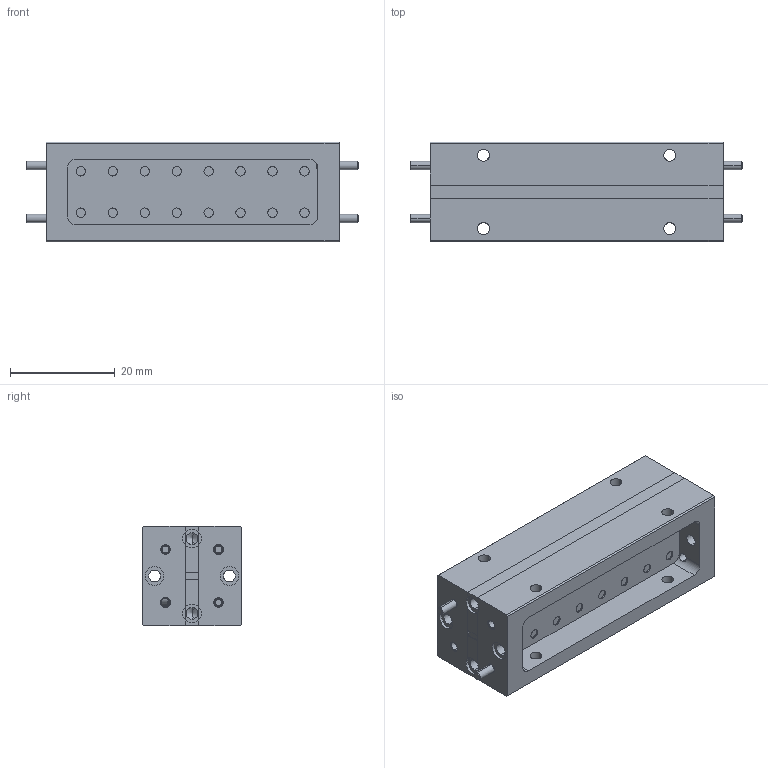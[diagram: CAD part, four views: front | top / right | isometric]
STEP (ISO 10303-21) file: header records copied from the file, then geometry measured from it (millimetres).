
FILE_DESCRIPTION (( 'STEP AP203' ), '1' );
FILE_NAME ('DMWF-10-101-L1 Rev 1.1 DF.STEP', '2019-06-17T21:42:15', ( '' ), ( '' ), 'SwSTEP 2.0', 'SolidWorks 2016', '' );
FILE_SCHEMA (( 'CONFIG_CONTROL_DESIGN' ));
Length unit declared in the file: inch
Products named in the file (1): DMWF-10-101-L1 Rev 1.1 DF
Bounding box: 63.37 x 19.05 x 19.05 mm (x, y, z)
Volume: 13714.6 mm3; surface area: 12325.8 mm2
Topology: 8 solids, 8 shells, 770 faces, 1748 edges, 1052 vertices
Faces by surface type: plane 294, cylinder 252, cone 224
Entity records: 22077 total; most frequent: CARTESIAN_POINT 4343, DIRECTION 3898, ORIENTED_EDGE 3480, EDGE_CURVE 1740, AXIS2_PLACEMENT_3D 1527, VERTEX_POINT 1052, EDGE_LOOP 908, LINE 844
